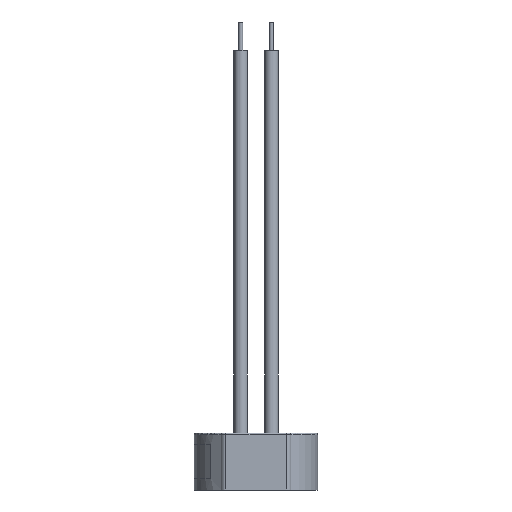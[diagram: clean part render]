
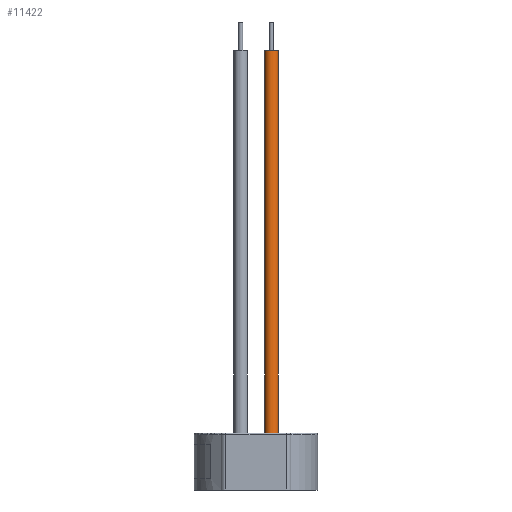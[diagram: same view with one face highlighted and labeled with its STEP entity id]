
A CAD part, front view. The second image highlights one B-rep face of the part: STEP entity #11422.
In plain terms, the highlighted cylindrical face has radius 0.953 mm (diameter 1.905 mm), a partial arc.
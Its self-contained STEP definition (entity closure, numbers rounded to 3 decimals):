
#1069 = CARTESIAN_POINT ( 'NONE',  ( 2.159, -10.25, 0. ) ) ;
#1306 = AXIS2_PLACEMENT_3D ( 'NONE', #1069, #13576, #8017 ) ;
#2909 = CYLINDRICAL_SURFACE ( 'NONE', #4335, 0.953 ) ;
#3020 = CARTESIAN_POINT ( 'NONE',  ( 1.207, -10.25, 53.8 ) ) ;
#3634 = VECTOR ( 'NONE', #9956, 1000. ) ;
#4335 = AXIS2_PLACEMENT_3D ( 'NONE', #7920, #18265, #13367 ) ;
#5685 = EDGE_CURVE ( 'NONE', #19008, #9802, #15537, .T. ) ;
#5830 = CIRCLE ( 'NONE', #14168, 0.953 ) ;
#7553 = VERTEX_POINT ( 'NONE', #18522 ) ;
#7774 = ORIENTED_EDGE ( 'NONE', *, *, #5685, .F. ) ;
#7920 = CARTESIAN_POINT ( 'NONE',  ( 2.159, -10.25, 53.8 ) ) ;
#8017 = DIRECTION ( 'NONE',  ( -1., 0., 0. ) ) ;
#8256 = LINE ( 'NONE', #3020, #3634 ) ;
#9084 = CARTESIAN_POINT ( 'NONE',  ( 3.112, -10.25, 53.8 ) ) ;
#9523 = DIRECTION ( 'NONE',  ( 1., 0., 0. ) ) ;
#9802 = VERTEX_POINT ( 'NONE', #10596 ) ;
#9956 = DIRECTION ( 'NONE',  ( 0., 0., -1. ) ) ;
#10596 = CARTESIAN_POINT ( 'NONE',  ( 3.112, -10.25, 0. ) ) ;
#11422 = ADVANCED_FACE ( 'NONE', ( #20432 ), #2909, .T. ) ;
#11445 = DIRECTION ( 'NONE',  ( 0., 0., 1. ) ) ;
#11705 = EDGE_LOOP ( 'NONE', ( #7774, #12817, #21119, #14631 ) ) ;
#11852 = CIRCLE ( 'NONE', #1306, 0.953 ) ;
#12582 = EDGE_CURVE ( 'NONE', #15303, #7553, #8256, .T. ) ;
#12817 = ORIENTED_EDGE ( 'NONE', *, *, #13696, .F. ) ;
#13367 = DIRECTION ( 'NONE',  ( -1., 0., 0. ) ) ;
#13576 = DIRECTION ( 'NONE',  ( 0., 0., 1. ) ) ;
#13696 = EDGE_CURVE ( 'NONE', #15303, #19008, #5830, .T. ) ;
#14168 = AXIS2_PLACEMENT_3D ( 'NONE', #14532, #11445, #9523 ) ;
#14532 = CARTESIAN_POINT ( 'NONE',  ( 2.159, -10.25, 53.8 ) ) ;
#14631 = ORIENTED_EDGE ( 'NONE', *, *, #19504, .T. ) ;
#15303 = VERTEX_POINT ( 'NONE', #15939 ) ;
#15537 = LINE ( 'NONE', #22487, #16972 ) ;
#15939 = CARTESIAN_POINT ( 'NONE',  ( 1.207, -10.25, 53.8 ) ) ;
#16972 = VECTOR ( 'NONE', #21212, 1000. ) ;
#18265 = DIRECTION ( 'NONE',  ( 0., 0., -1. ) ) ;
#18522 = CARTESIAN_POINT ( 'NONE',  ( 1.207, -10.25, 0. ) ) ;
#19008 = VERTEX_POINT ( 'NONE', #9084 ) ;
#19504 = EDGE_CURVE ( 'NONE', #7553, #9802, #11852, .T. ) ;
#20432 = FACE_OUTER_BOUND ( 'NONE', #11705, .T. ) ;
#21119 = ORIENTED_EDGE ( 'NONE', *, *, #12582, .T. ) ;
#21212 = DIRECTION ( 'NONE',  ( 0., 0., -1. ) ) ;
#22487 = CARTESIAN_POINT ( 'NONE',  ( 3.112, -10.25, 53.8 ) ) ;
